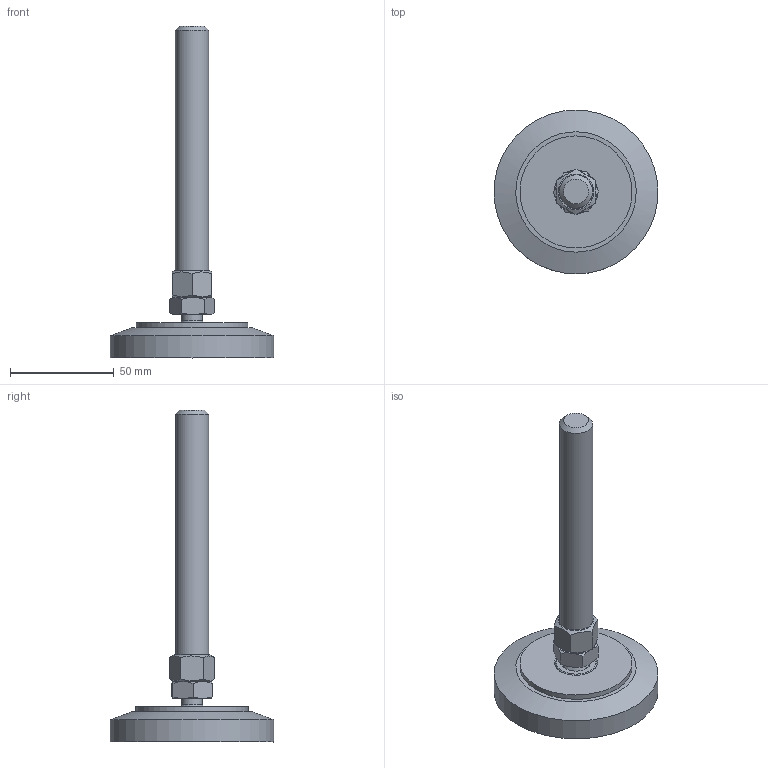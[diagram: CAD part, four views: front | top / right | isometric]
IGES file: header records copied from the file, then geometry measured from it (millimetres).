
Global section: file name: SF0480V; native system: Autodesk Inventor 2015; preprocessor: unknown; date: 20160104.113633; units: millimetre
Bounding box: 79 x 79 x 160.03 mm (x, y, z)
Volume: 103254.6 mm3; surface area: 25496.4 mm2
Topology: 4 solids, 4 shells, 62 faces, 158 edges, 110 vertices
Faces by surface type: bspline 62
